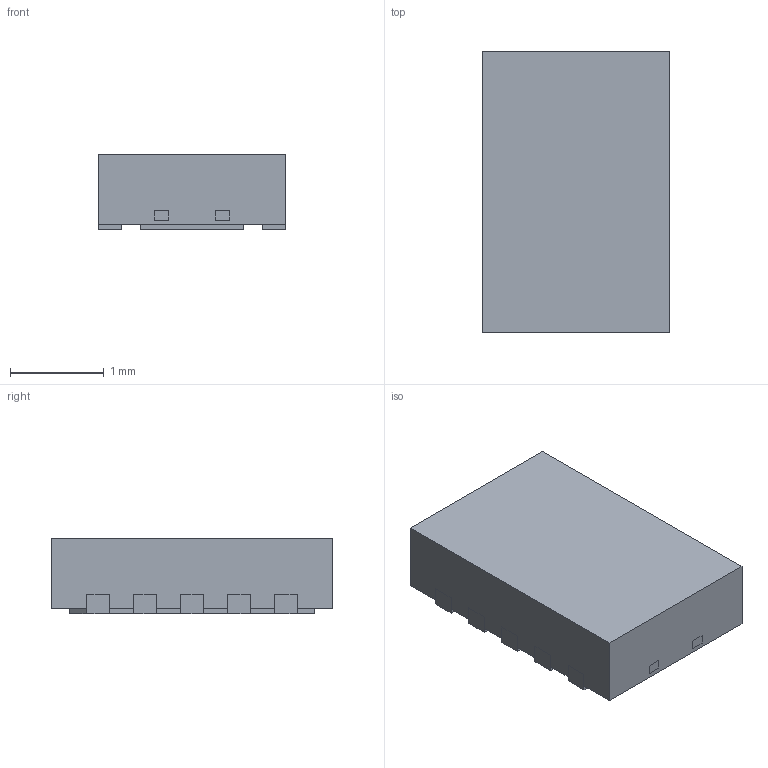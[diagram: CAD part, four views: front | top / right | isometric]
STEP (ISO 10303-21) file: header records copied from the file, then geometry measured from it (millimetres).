
FILE_DESCRIPTION((''),'2;1');
FILE_NAME('DML0010A_ASM','2015-11-19T',('a0412025'),(''),'PRO/ENGINEER BY PARAMETRIC TECHNOLOGY CORPORATION, 2011490','PRO/ENGINEER BY PARAMETRIC TECHNOLOGY CORPORATION, 2011490','');
FILE_SCHEMA(('AUTOMOTIVE_DESIGN_CC2 { 1 2 10303 214 -1 1 5 2 }'));
Length unit declared in the file: millimetre
Products named in the file (4): BODY-SON; FRAME-DML0010A; PIN1-ID; DML0010A_ASM
Assembly tree (3 placements, depth 2):
  DML0010A_ASM
    BODY-SON
    FRAME-DML0010A
    PIN1-ID
Bounding box: 2 x 3 x 0.8 mm (x, y, z)
Volume: 4.7 mm3; surface area: 35.8 mm2
Topology: 10 solids, 10 shells, 153 faces, 402 edges, 268 vertices
Faces by surface type: plane 153
Entity records: 6083 total; most frequent: CARTESIAN_POINT 830, ORIENTED_EDGE 804, DIRECTION 722, PRESENTATION_STYLE_ASSIGNMENT 421, STYLED_ITEM 412, VECTOR 402, LINE 402, CURVE_STYLE 402
